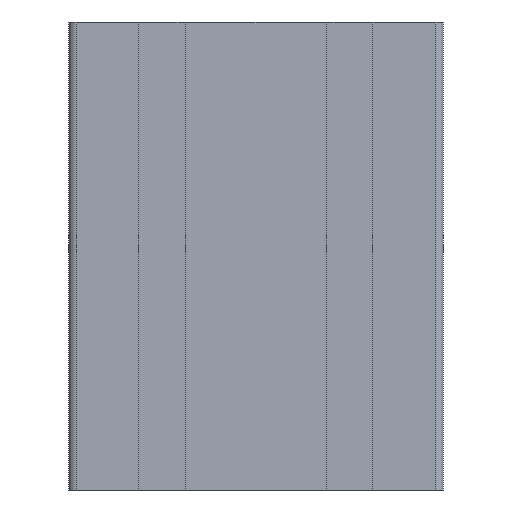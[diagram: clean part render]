
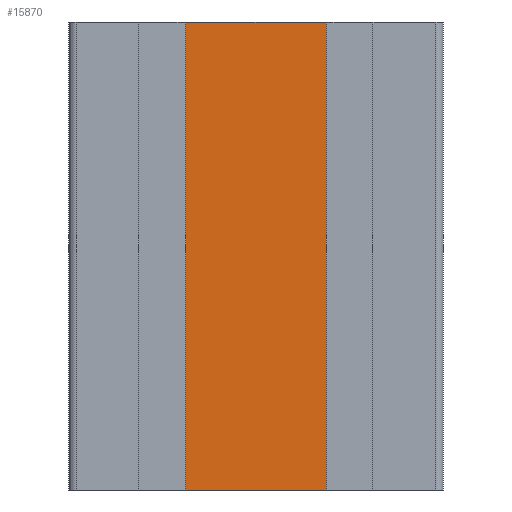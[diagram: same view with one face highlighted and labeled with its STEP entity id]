
A CAD part, left-side view. The second image highlights one B-rep face of the part: STEP entity #15870.
In plain terms, the highlighted planar face has unit normal (-1, 0, 0).
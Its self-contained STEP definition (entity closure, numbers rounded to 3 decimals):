
#6340=CARTESIAN_POINT('',(-31.83,20.338,0.));
#6350=VERTEX_POINT('',#6340);
#6380=CARTESIAN_POINT('',(-31.83,-9.662,0.));
#6390=DIRECTION('',(0.,1.,0.));
#6400=VECTOR('',#6390,1.);
#6410=LINE('',#6380,#6400);
#6420=CARTESIAN_POINT('',(-31.83,-9.662,0.));
#6430=VERTEX_POINT('',#6420);
#6440=EDGE_CURVE('',#6430,#6350,#6410,.T.);
#15490=CARTESIAN_POINT('',(-31.83,-9.662,100.));
#15500=VERTEX_POINT('',#15490);
#15550=CARTESIAN_POINT('',(-31.83,-9.662,100.));
#15560=DIRECTION('',(0.,0.,-1.));
#15570=VECTOR('',#15560,1.);
#15580=LINE('',#15550,#15570);
#15590=EDGE_CURVE('',#15500,#6430,#15580,.T.);
#15640=CARTESIAN_POINT('',(-31.83,-9.662,100.));
#15650=DIRECTION('',(1.,0.,0.));
#15660=DIRECTION('',(0.,-1.,0.));
#15670=AXIS2_PLACEMENT_3D('',#15640,#15650,#15660);
#15680=PLANE('',#15670);
#15690=CARTESIAN_POINT('',(-31.83,20.338,100.));
#15700=DIRECTION('',(0.,0.,-1.));
#15710=VECTOR('',#15700,1.);
#15720=LINE('',#15690,#15710);
#15730=CARTESIAN_POINT('',(-31.83,20.338,100.));
#15740=VERTEX_POINT('',#15730);
#15750=EDGE_CURVE('',#15740,#6350,#15720,.T.);
#15760=ORIENTED_EDGE('',*,*,#15750,.T.);
#15770=CARTESIAN_POINT('',(-31.83,-9.662,100.));
#15780=DIRECTION('',(0.,1.,0.));
#15790=VECTOR('',#15780,1.);
#15800=LINE('',#15770,#15790);
#15810=EDGE_CURVE('',#15500,#15740,#15800,.T.);
#15820=ORIENTED_EDGE('',*,*,#15810,.T.);
#15830=ORIENTED_EDGE('',*,*,#15590,.F.);
#15840=ORIENTED_EDGE('',*,*,#6440,.F.);
#15850=EDGE_LOOP('',(#15840,#15830,#15820,#15760));
#15860=FACE_OUTER_BOUND('',#15850,.T.);
#15870=ADVANCED_FACE('',(#15860),#15680,.F.);
